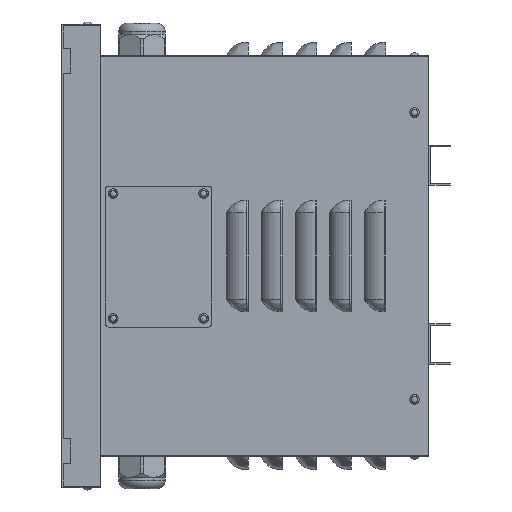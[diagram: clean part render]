
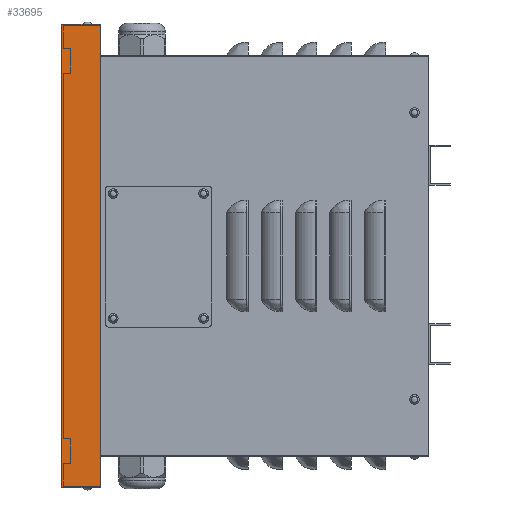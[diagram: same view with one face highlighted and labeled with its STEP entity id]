
A CAD part, left-side view. The second image highlights one B-rep face of the part: STEP entity #33695.
In plain terms, the highlighted face is planar.
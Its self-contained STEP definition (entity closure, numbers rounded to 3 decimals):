
#1453=PLANE('',#37083);
#3554=FACE_OUTER_BOUND('',#5624,.T.);
#5624=EDGE_LOOP('',(#31127,#31128,#31129,#31130));
#8713=LINE('',#56841,#11800);
#8714=LINE('',#56844,#11801);
#8715=LINE('',#56846,#11802);
#8716=LINE('',#56847,#11803);
#11800=VECTOR('',#46518,10.);
#11801=VECTOR('',#46521,10.);
#11802=VECTOR('',#46522,10.);
#11803=VECTOR('',#46523,10.);
#16715=VERTEX_POINT('',#56834);
#16718=VERTEX_POINT('',#56839);
#16719=VERTEX_POINT('',#56843);
#16720=VERTEX_POINT('',#56845);
#21541=EDGE_CURVE('',#16715,#16718,#8713,.T.);
#21542=EDGE_CURVE('',#16719,#16715,#8714,.T.);
#21543=EDGE_CURVE('',#16720,#16718,#8715,.T.);
#21544=EDGE_CURVE('',#16719,#16720,#8716,.T.);
#31127=ORIENTED_EDGE('',*,*,#21542,.T.);
#31128=ORIENTED_EDGE('',*,*,#21541,.T.);
#31129=ORIENTED_EDGE('',*,*,#21543,.F.);
#31130=ORIENTED_EDGE('',*,*,#21544,.F.);
#33695=ADVANCED_FACE('',(#3554),#1453,.T.);
#37083=AXIS2_PLACEMENT_3D('',#56842,#46519,#46520);
#46518=DIRECTION('',(0.,1.,0.));
#46519=DIRECTION('center_axis',(1.,0.,0.));
#46520=DIRECTION('ref_axis',(0.,0.,-1.));
#46521=DIRECTION('',(0.,0.,-1.));
#46522=DIRECTION('',(0.,0.,-1.));
#46523=DIRECTION('',(0.,1.,0.));
#56834=CARTESIAN_POINT('',(0.,0.,0.));
#56839=CARTESIAN_POINT('',(0.,27.,0.));
#56841=CARTESIAN_POINT('',(0.,0.,0.));
#56842=CARTESIAN_POINT('Origin',(0.,0.,323.));
#56843=CARTESIAN_POINT('',(0.,0.,323.));
#56844=CARTESIAN_POINT('',(0.,0.,323.));
#56845=CARTESIAN_POINT('',(0.,27.,323.));
#56846=CARTESIAN_POINT('',(0.,27.,323.));
#56847=CARTESIAN_POINT('',(0.,0.,323.));
